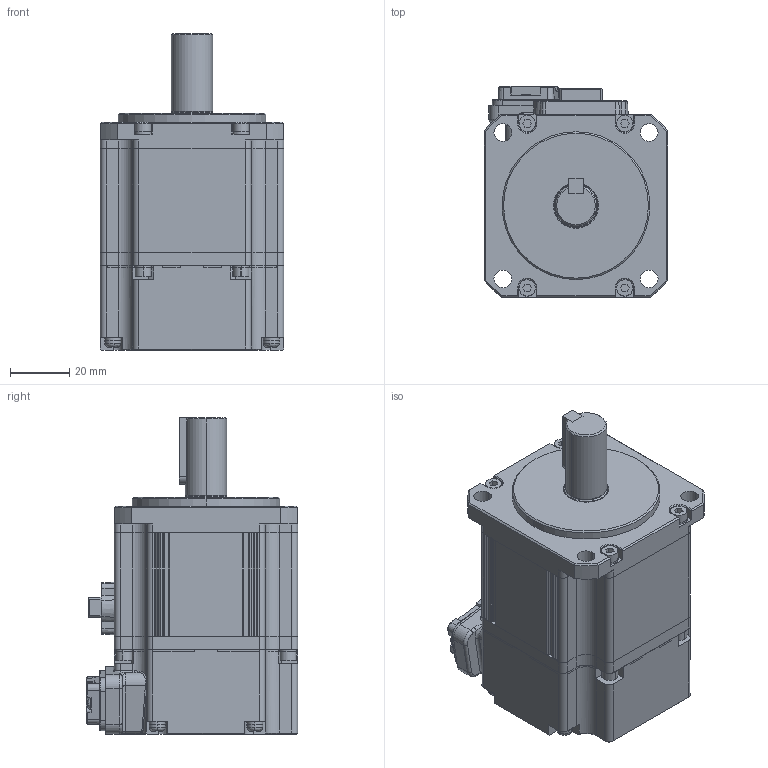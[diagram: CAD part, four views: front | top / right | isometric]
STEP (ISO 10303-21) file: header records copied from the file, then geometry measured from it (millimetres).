
FILE_DESCRIPTION (( 'STEP AP214' ), '1' );
FILE_NAME ('APMC-FBL01AMK-8-AD.STEP', '2024-03-25T17:53:25', ( '' ), ( '' ), 'SwSTEP 2.0', 'SolidWorks 2021', '' );
FILE_SCHEMA (( 'AUTOMOTIVE_DESIGN' ));
Length unit declared in the file: inch
Products named in the file (1): APMC-FBL01AMK-8-AD
Bounding box: 62 x 71.5 x 107.2 mm (x, y, z)
Volume: 275735.3 mm3; surface area: 68389.7 mm2
Topology: 45 solids, 45 shells, 1909 faces, 5014 edges, 3268 vertices
Faces by surface type: plane 1167, cylinder 543, bspline 112, cone 61, torus 18, sphere 8
Entity records: 63586 total; most frequent: CARTESIAN_POINT 15938, ORIENTED_EDGE 10026, DIRECTION 9360, EDGE_CURVE 5013, LINE 3366, VECTOR 3366, VERTEX_POINT 3268, AXIS2_PLACEMENT_3D 2997
